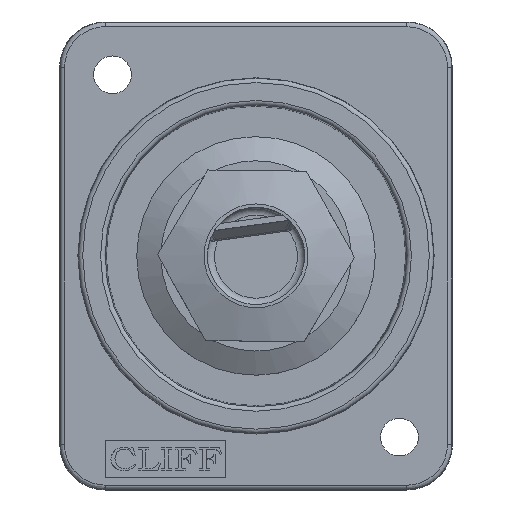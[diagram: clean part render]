
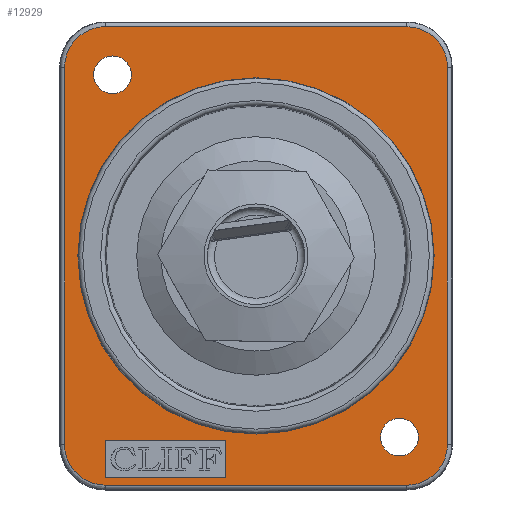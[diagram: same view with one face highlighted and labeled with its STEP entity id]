
A CAD part, top view. The second image highlights one B-rep face of the part: STEP entity #12929.
In plain terms, the highlighted planar face has unit normal (0, 0, 1).
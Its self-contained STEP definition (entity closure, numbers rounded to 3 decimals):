
#77=ELLIPSE('',#13651,2.7,2.7);
#80=ELLIPSE('',#13658,2.7,2.7);
#82=ELLIPSE('',#13663,2.7,2.7);
#84=ELLIPSE('',#13668,2.7,2.7);
#466=LINE('',#20302,#1581);
#470=LINE('',#20310,#1585);
#473=LINE('',#20316,#1588);
#476=LINE('',#20321,#1591);
#479=LINE('',#20362,#1594);
#481=LINE('',#20398,#1596);
#483=LINE('',#20434,#1598);
#485=LINE('',#20467,#1600);
#1581=VECTOR('',#15159,2.5);
#1585=VECTOR('',#15165,8.);
#1588=VECTOR('',#15170,2.5);
#1591=VECTOR('',#15175,8.);
#1594=VECTOR('',#15192,19.965);
#1596=VECTOR('',#15204,24.965);
#1598=VECTOR('',#15216,19.965);
#1600=VECTOR('',#15226,24.965);
#2530=PLANE('',#13674);
#2851=FACE_BOUND('',#4306,.T.);
#2852=FACE_BOUND('',#4307,.T.);
#2853=FACE_BOUND('',#4308,.T.);
#2854=FACE_BOUND('',#4309,.T.);
#2968=CIRCLE('',#13567,11.8);
#2977=CIRCLE('',#13675,1.25);
#2978=CIRCLE('',#13676,1.25);
#3565=FACE_OUTER_BOUND('',#4305,.T.);
#4305=EDGE_LOOP('',(#9193,#9194,#9195,#9196,#9197,#9198,#9199,#9200));
#4306=EDGE_LOOP('',(#9201));
#4307=EDGE_LOOP('',(#9202,#9203,#9204,#9205));
#4308=EDGE_LOOP('',(#9206));
#4309=EDGE_LOOP('',(#9207));
#5249=VERTEX_POINT('',#19150);
#5462=VERTEX_POINT('',#20300);
#5463=VERTEX_POINT('',#20301);
#5466=VERTEX_POINT('',#20309);
#5468=VERTEX_POINT('',#20315);
#5471=VERTEX_POINT('',#20350);
#5472=VERTEX_POINT('',#20352);
#5474=VERTEX_POINT('',#20358);
#5476=VERTEX_POINT('',#20388);
#5478=VERTEX_POINT('',#20394);
#5480=VERTEX_POINT('',#20424);
#5482=VERTEX_POINT('',#20430);
#5484=VERTEX_POINT('',#20460);
#5486=VERTEX_POINT('',#20478);
#5487=VERTEX_POINT('',#20480);
#6494=EDGE_CURVE('',#5249,#5249,#2968,.T.);
#6813=EDGE_CURVE('',#5462,#5463,#466,.T.);
#6817=EDGE_CURVE('',#5466,#5462,#470,.T.);
#6820=EDGE_CURVE('',#5468,#5466,#473,.T.);
#6823=EDGE_CURVE('',#5463,#5468,#476,.T.);
#6826=EDGE_CURVE('',#5471,#5472,#77,.T.);
#6831=EDGE_CURVE('',#5472,#5474,#479,.T.);
#6834=EDGE_CURVE('',#5474,#5476,#80,.T.);
#6837=EDGE_CURVE('',#5476,#5478,#481,.T.);
#6840=EDGE_CURVE('',#5478,#5480,#82,.T.);
#6843=EDGE_CURVE('',#5480,#5482,#483,.T.);
#6846=EDGE_CURVE('',#5482,#5484,#84,.T.);
#6848=EDGE_CURVE('',#5484,#5471,#485,.T.);
#6854=EDGE_CURVE('',#5486,#5486,#2977,.T.);
#6855=EDGE_CURVE('',#5487,#5487,#2978,.T.);
#9193=ORIENTED_EDGE('',*,*,#6826,.F.);
#9194=ORIENTED_EDGE('',*,*,#6848,.F.);
#9195=ORIENTED_EDGE('',*,*,#6846,.F.);
#9196=ORIENTED_EDGE('',*,*,#6843,.F.);
#9197=ORIENTED_EDGE('',*,*,#6840,.F.);
#9198=ORIENTED_EDGE('',*,*,#6837,.F.);
#9199=ORIENTED_EDGE('',*,*,#6834,.F.);
#9200=ORIENTED_EDGE('',*,*,#6831,.F.);
#9201=ORIENTED_EDGE('',*,*,#6494,.T.);
#9202=ORIENTED_EDGE('',*,*,#6813,.T.);
#9203=ORIENTED_EDGE('',*,*,#6823,.T.);
#9204=ORIENTED_EDGE('',*,*,#6820,.T.);
#9205=ORIENTED_EDGE('',*,*,#6817,.T.);
#9206=ORIENTED_EDGE('',*,*,#6854,.T.);
#9207=ORIENTED_EDGE('',*,*,#6855,.T.);
#12929=ADVANCED_FACE('',(#3565,#2851,#2852,#2853,#2854),#2530,.T.);
#13567=AXIS2_PLACEMENT_3D('',#19151,#14751,#14752);
#13651=AXIS2_PLACEMENT_3D('',#20353,#15181,#15182);
#13658=AXIS2_PLACEMENT_3D('',#20392,#15197,#15198);
#13663=AXIS2_PLACEMENT_3D('',#20428,#15209,#15210);
#13668=AXIS2_PLACEMENT_3D('',#20464,#15221,#15222);
#13674=AXIS2_PLACEMENT_3D('',#20477,#15240,#15241);
#13675=AXIS2_PLACEMENT_3D('',#20479,#15242,#15243);
#13676=AXIS2_PLACEMENT_3D('',#20481,#15244,#15245);
#14751=DIRECTION('center_axis',(0.,0.,
-1.));
#14752=DIRECTION('ref_axis',(-1.,0.,0.));
#15159=DIRECTION('',(0.,1.,0.));
#15165=DIRECTION('',(-1.,0.,0.));
#15170=DIRECTION('',(0.,-1.,0.));
#15175=DIRECTION('',(1.,0.,0.));
#15181=DIRECTION('center_axis',(0.,0.,
-1.));
#15182=DIRECTION('ref_axis',(-0.707,0.707,0.));
#15192=DIRECTION('',(1.,0.,0.));
#15197=DIRECTION('center_axis',(0.,0.,
-1.));
#15198=DIRECTION('ref_axis',(0.707,0.707,0.));
#15204=DIRECTION('',(0.,-1.,0.));
#15209=DIRECTION('center_axis',(0.,0.,
-1.));
#15210=DIRECTION('ref_axis',(0.707,-0.707,0.));
#15216=DIRECTION('',(-1.,0.,0.));
#15221=DIRECTION('center_axis',(0.,0.,
-1.));
#15222=DIRECTION('ref_axis',(-0.707,-0.707,0.));
#15226=DIRECTION('',(0.,1.,0.));
#15240=DIRECTION('center_axis',(0.,0.,
1.));
#15241=DIRECTION('ref_axis',(1.,0.,0.));
#15242=DIRECTION('center_axis',(0.,0.,
-1.));
#15243=DIRECTION('ref_axis',(-1.,0.,0.));
#15244=DIRECTION('center_axis',(0.,0.,
-1.));
#15245=DIRECTION('ref_axis',(-1.,0.,0.));
#19150=CARTESIAN_POINT('',(11.8,0.,5.475));
#19151=CARTESIAN_POINT('Origin',(0.,0.,
5.475));
#20300=CARTESIAN_POINT('',(-10.,-14.7,5.475));
#20301=CARTESIAN_POINT('',(-10.,-12.2,5.475));
#20302=CARTESIAN_POINT('',(-10.,-7.35,5.475));
#20309=CARTESIAN_POINT('',(-2.,-14.7,5.475));
#20310=CARTESIAN_POINT('',(-1.,-14.7,5.475));
#20315=CARTESIAN_POINT('',(-2.,-12.2,5.475));
#20316=CARTESIAN_POINT('',(-2.,-6.1,5.475));
#20321=CARTESIAN_POINT('',(-5.,-12.2,5.475));
#20350=CARTESIAN_POINT('',(-12.683,12.483,5.475));
#20352=CARTESIAN_POINT('',(-9.983,15.183,5.475));
#20353=CARTESIAN_POINT('Origin',(-9.982,12.482,5.475));
#20358=CARTESIAN_POINT('',(9.983,15.183,5.475));
#20362=CARTESIAN_POINT('',(-6.5,15.183,5.475));
#20388=CARTESIAN_POINT('',(12.683,12.483,5.475));
#20392=CARTESIAN_POINT('Origin',(9.982,12.482,5.475));
#20394=CARTESIAN_POINT('',(12.683,-12.483,5.475));
#20398=CARTESIAN_POINT('',(12.683,7.75,5.475));
#20424=CARTESIAN_POINT('',(9.983,-15.183,5.475));
#20428=CARTESIAN_POINT('Origin',(9.982,-12.482,5.475));
#20430=CARTESIAN_POINT('',(-9.983,-15.183,5.475));
#20434=CARTESIAN_POINT('',(6.5,-15.183,5.475));
#20460=CARTESIAN_POINT('',(-12.683,-12.483,5.475));
#20464=CARTESIAN_POINT('Origin',(-9.982,-12.482,5.475));
#20467=CARTESIAN_POINT('',(-12.683,-7.75,5.475));
#20477=CARTESIAN_POINT('Origin',(0.,0.,
5.475));
#20478=CARTESIAN_POINT('',(10.75,-12.,5.475));
#20479=CARTESIAN_POINT('Origin',(9.5,-12.,5.475));
#20480=CARTESIAN_POINT('',(-8.25,12.,5.475));
#20481=CARTESIAN_POINT('Origin',(-9.5,12.,5.475));
